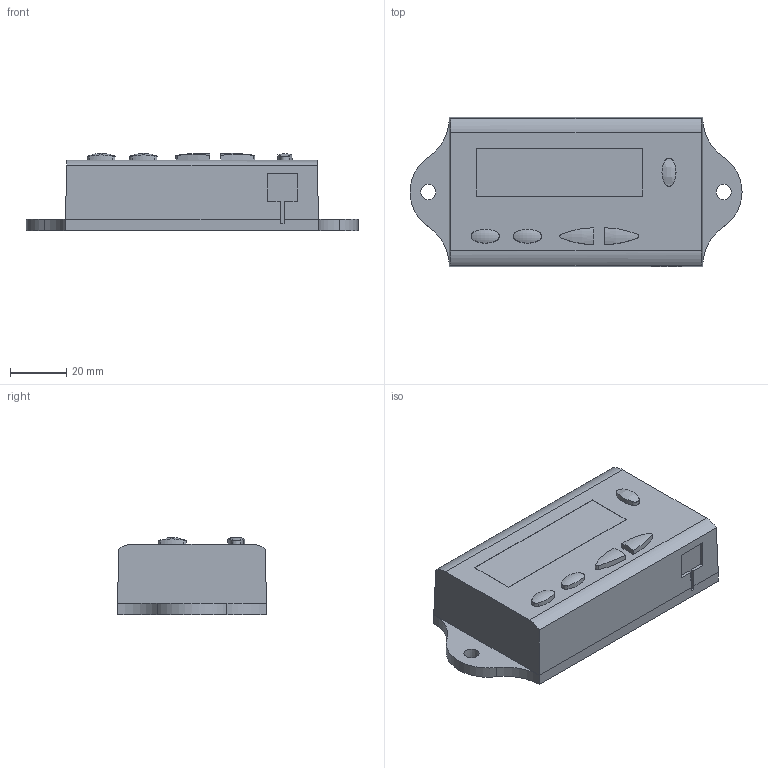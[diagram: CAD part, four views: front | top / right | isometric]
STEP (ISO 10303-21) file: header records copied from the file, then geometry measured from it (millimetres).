
FILE_DESCRIPTION(/* description */ ('Step214-Parts for PM'),/* implementation_level */ '2;1');
FILE_NAME(/* name */ 'AZL21.stp',/* time_stamp */ '2016-02-17T15:41:27+01:00',/* author */ ('EMC'),/* organization */ ('Siemens'),/* preprocessor_version */ 'ST-DEVELOPER v15',/* originating_system */ 'SIEMENS PLM Software NX 8.5',/* authorisation */ 'EMC/PM');
FILE_SCHEMA (('AUTOMOTIVE_DESIGN { 1 0 10303 214 3 1 1 1 }'));
Length unit declared in the file: millimetre
Products named in the file (1): Volc1D344312owp3
Bounding box: 118 x 53 x 27.39 mm (x, y, z)
Volume: 120045.7 mm3; surface area: 18147.5 mm2
Topology: 1 solids, 1 shells, 59 faces, 146 edges, 95 vertices
Faces by surface type: plane 26, cone 20, cylinder 8, torus 4, bspline 1
Entity records: 2344 total; most frequent: CARTESIAN_POINT 546, ORIENTED_EDGE 286, DIRECTION 273, EDGE_CURVE 143, AXIS2_PLACEMENT_3D 97, VERTEX_POINT 94, LINE 79, VECTOR 79
